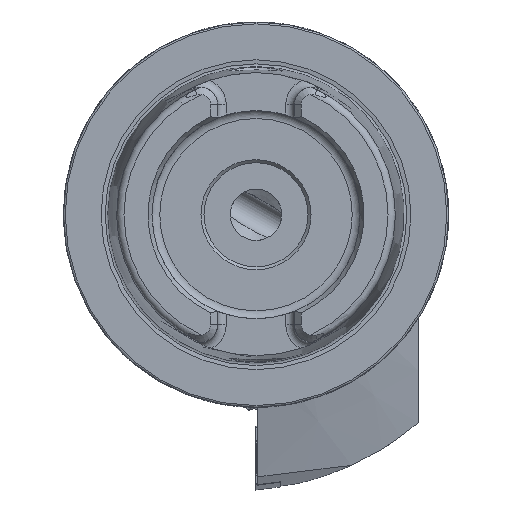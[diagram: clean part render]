
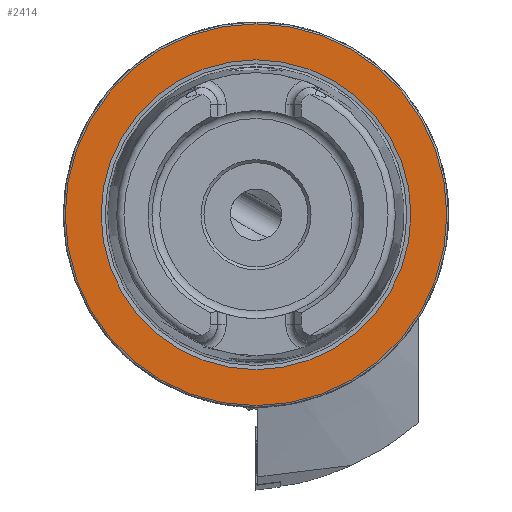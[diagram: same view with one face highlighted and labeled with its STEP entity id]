
A CAD part, left-side view. The second image highlights one B-rep face of the part: STEP entity #2414.
In plain terms, the highlighted planar face has unit normal (-1, 0, 0).
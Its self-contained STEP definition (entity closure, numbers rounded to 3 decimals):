
#258 = DIRECTION ( 'NONE',  ( 0., 0., -1. ) ) ;
#566 = CARTESIAN_POINT ( 'NONE',  ( 0., 0., 0. ) ) ;
#1567 = CIRCLE ( 'NONE', #5089, 31.2 ) ;
#2246 = DIRECTION ( 'NONE',  ( 0., 0., 1. ) ) ;
#2414 = ADVANCED_FACE ( 'NONE', ( #5580, #9143 ), #10339, .F. ) ;
#2494 = DIRECTION ( 'NONE',  ( 0., 0., 1. ) ) ;
#2531 = EDGE_LOOP ( 'NONE', ( #9476 ) ) ;
#3996 = ORIENTED_EDGE ( 'NONE', *, *, #10783, .F. ) ;
#4432 = CARTESIAN_POINT ( 'NONE',  ( 0., 0., 31.2 ) ) ;
#5089 = AXIS2_PLACEMENT_3D ( 'NONE', #5905, #9286, #2494 ) ;
#5127 = AXIS2_PLACEMENT_3D ( 'NONE', #9198, #6077, #258 ) ;
#5408 = CARTESIAN_POINT ( 'NONE',  ( 0., 0., 25.324 ) ) ;
#5580 = FACE_BOUND ( 'NONE', #8815, .T. ) ;
#5905 = CARTESIAN_POINT ( 'NONE',  ( 0., 0., 0. ) ) ;
#6077 = DIRECTION ( 'NONE',  ( 1., 0., 0. ) ) ;
#6814 = CIRCLE ( 'NONE', #9657, 25.324 ) ;
#7062 = VERTEX_POINT ( 'NONE', #4432 ) ;
#8220 = DIRECTION ( 'NONE',  ( -1., 0., 0. ) ) ;
#8659 = EDGE_CURVE ( 'NONE', #7062, #7062, #1567, .T. ) ;
#8815 = EDGE_LOOP ( 'NONE', ( #3996 ) ) ;
#8904 = VERTEX_POINT ( 'NONE', #5408 ) ;
#9143 = FACE_OUTER_BOUND ( 'NONE', #2531, .T. ) ;
#9198 = CARTESIAN_POINT ( 'NONE',  ( 0., 31.2, 0. ) ) ;
#9286 = DIRECTION ( 'NONE',  ( -1., 0., 0. ) ) ;
#9476 = ORIENTED_EDGE ( 'NONE', *, *, #8659, .T. ) ;
#9657 = AXIS2_PLACEMENT_3D ( 'NONE', #566, #8220, #2246 ) ;
#10339 = PLANE ( 'NONE',  #5127 ) ;
#10783 = EDGE_CURVE ( 'NONE', #8904, #8904, #6814, .T. ) ;
